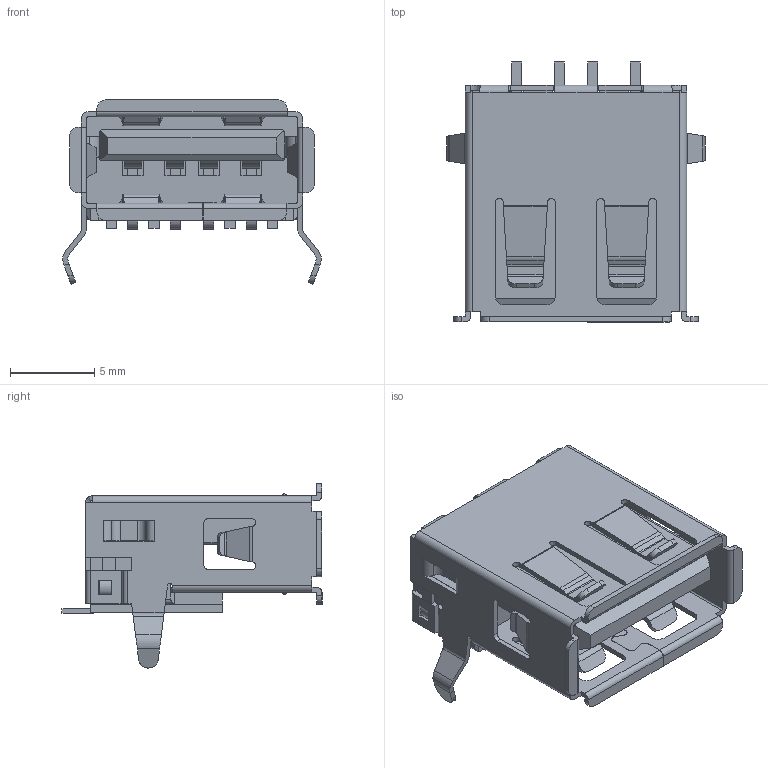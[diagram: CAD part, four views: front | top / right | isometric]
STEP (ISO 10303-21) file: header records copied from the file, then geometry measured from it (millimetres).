
FILE_DESCRIPTION(/* description */ ('Unknown'),/* implementation_level */ '2;1');
FILE_NAME(/* name */ '62900416021',/* time_stamp */ '2022-01-12T13:09:37+01:00',/* author */ ('Unknown'),/* organization */ ('Unknown'),/* preprocessor_version */ 'ST-DEVELOPER v16.7',/* originating_system */ 'Solid Edge',/* authorisation */ 'Unknown');
FILE_SCHEMA (('AUTOMOTIVE_DESIGN {1 0 10303 214 3 1 1}'));
Length unit declared in the file: millimetre
Products named in the file (4): 62900416021; 62900416021_Shielding; 62900416021_Insulator_oa_0; 62900416021_Pin
Assembly tree (6 placements, depth 2):
  62900416021
    62900416021_Shielding
    62900416021_Insulator_oa_0
    62900416021_Pin  x4
Bounding box: 15.3 x 15.4 x 10.9 mm (x, y, z)
Volume: 578.5 mm3; surface area: 2135.6 mm2
Topology: 6 solids, 6 shells, 826 faces, 2254 edges, 1420 vertices
Faces by surface type: plane 530, cylinder 246, bspline 50
Entity records: 23163 total; most frequent: CARTESIAN_POINT 4795, ORIENTED_EDGE 3920, DIRECTION 3524, EDGE_CURVE 1960, LINE 1482, VECTOR 1482, VERTEX_POINT 1228, AXIS2_PLACEMENT_3D 1021
